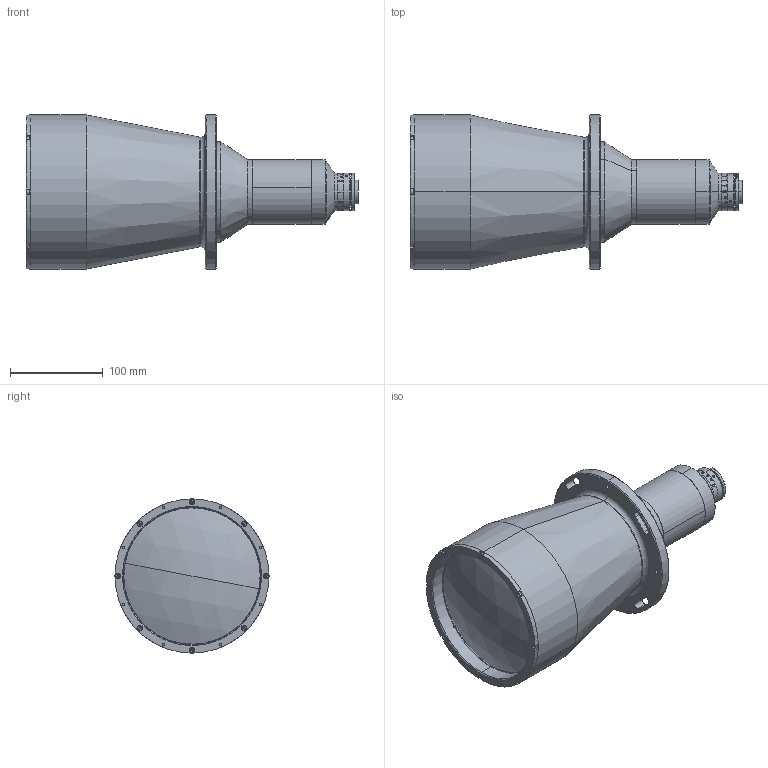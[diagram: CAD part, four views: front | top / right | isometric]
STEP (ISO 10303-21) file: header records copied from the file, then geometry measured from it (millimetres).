
FILE_DESCRIPTION (( 'STEP AP203' ), '1' );
FILE_NAME ('XF-PTL13708-00585-280C-(HD).STEP', '2018-12-21T02:39:27', ( 'puyufan' ), ( '' ), 'SwSTEP 2.0', 'SolidWorks 2014', '' );
FILE_SCHEMA (( 'CONFIG_CONTROL_DESIGN' ));
Length unit declared in the file: millimetre
Products named in the file (1): XF-PTL13708-00585-280C-(HD)
Bounding box: 357.75 x 166 x 166 mm (x, y, z)
Surface area: 211613.1 mm2 (no closed solid volume)
Topology: 0 solids, 41 shells, 288 faces, 1279 edges, 1029 vertices
Faces by surface type: cylinder 134, plane 104, cone 30, torus 18, sphere 2
Entity records: 18727 total; most frequent: CARTESIAN_POINT 8356, DIRECTION 2136, ORIENTED_EDGE 1848, EDGE_CURVE 1279, VERTEX_POINT 1029, AXIS2_PLACEMENT_3D 821, CIRCLE 532, LINE 494
